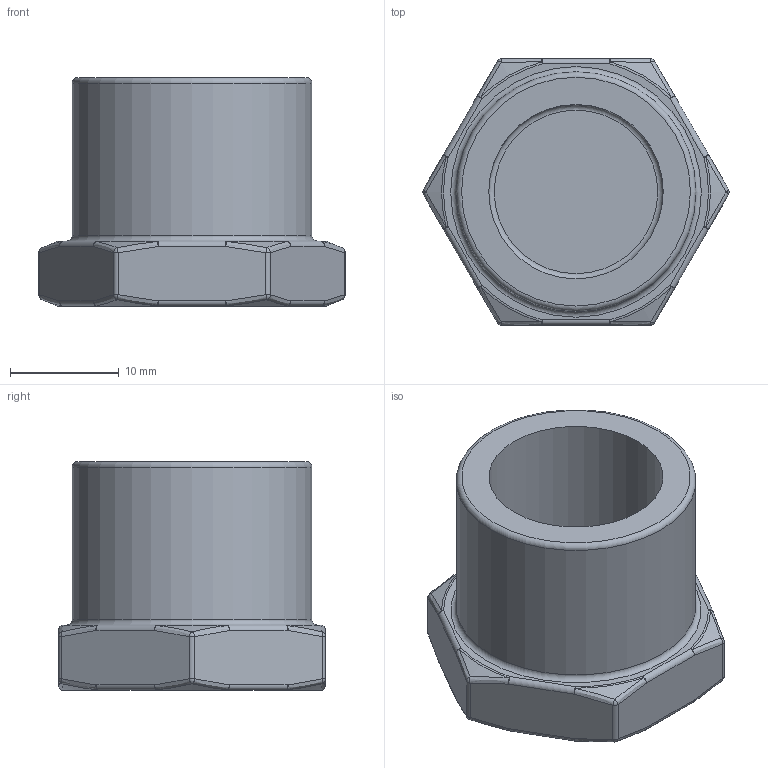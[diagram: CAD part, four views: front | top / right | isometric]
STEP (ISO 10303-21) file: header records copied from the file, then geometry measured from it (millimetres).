
FILE_DESCRIPTION(/* description */ ('Unknown'),/* implementation_level */ '2;1');
FILE_NAME(/* name */ 'R-235-DN15',/* time_stamp */ '2024-05-20T11:48:30+08:00',/* author */ ('Unknown'),/* organization */ ('Unknown'),/* preprocessor_version */ 'ST-DEVELOPER v16.7',/* originating_system */ 'DEX',/* authorisation */ $);
FILE_SCHEMA (('AUTOMOTIVE_DESIGN {1 0 10303 214 3 1 1}'));
Length unit declared in the file: millimetre
Products named in the file (2): R-235-DN15; 1-2
Assembly tree (1 placements, depth 2):
  R-235-DN15
    1-2
Bounding box: 28.14 x 24.5 x 21 mm (x, y, z)
Volume: 5980.5 mm3; surface area: 3188.6 mm2
Topology: 1 solids, 1 shells, 117 faces, 265 edges, 116 vertices
Faces by surface type: sphere 36, bspline 24, cylinder 20, torus 15, cone 12, plane 10
Full cylindrical faces by diameter (mm): 16 x1, 22 x1
Entity records: 3393 total; most frequent: CARTESIAN_POINT 1081, DIRECTION 504, ORIENTED_EDGE 446, AXIS2_PLACEMENT_3D 234, EDGE_CURVE 223, CIRCLE 139, EDGE_LOOP 124, FACE_BOUND 124
